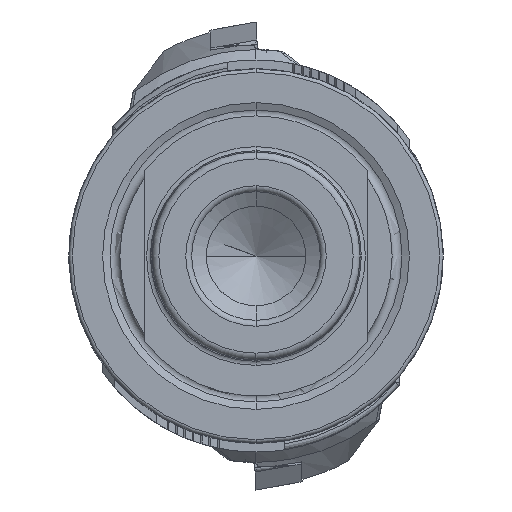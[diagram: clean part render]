
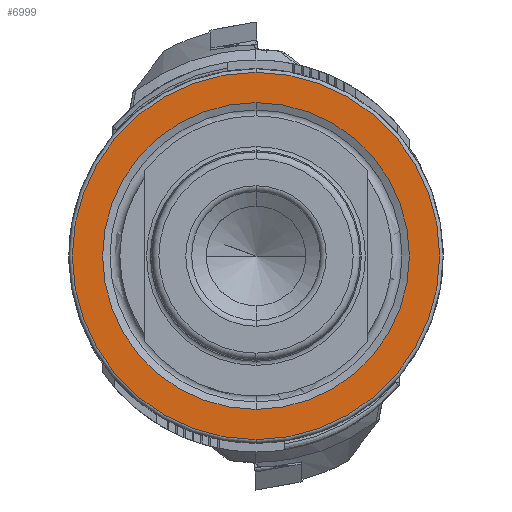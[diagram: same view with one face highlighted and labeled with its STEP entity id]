
A CAD part, left-side view. The second image highlights one B-rep face of the part: STEP entity #6999.
In plain terms, the highlighted planar face has unit normal (-1, 0, 0).
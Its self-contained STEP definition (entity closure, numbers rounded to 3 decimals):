
#51 = CARTESIAN_POINT ( 'NONE',  ( 18., 13.109, 0. ) ) ;
#211 = DIRECTION ( 'NONE',  ( 0., 0., 1. ) ) ;
#331 = FACE_BOUND ( 'NONE', #16082, .T. ) ;
#1442 = CARTESIAN_POINT ( 'NONE',  ( 18., 0., 0. ) ) ;
#2471 = VERTEX_POINT ( 'NONE', #4259 ) ;
#2819 = ORIENTED_EDGE ( 'NONE', *, *, #18765, .F. ) ;
#3150 = DIRECTION ( 'NONE',  ( 0., 0., 1. ) ) ;
#3531 = PLANE ( 'NONE',  #21332 ) ;
#3659 = VERTEX_POINT ( 'NONE', #5639 ) ;
#4067 = EDGE_CURVE ( 'NONE', #2471, #3659, #9348, .T. ) ;
#4224 = EDGE_LOOP ( 'NONE', ( #17944, #18496 ) ) ;
#4259 = CARTESIAN_POINT ( 'NONE',  ( 18., 0., 13.109 ) ) ;
#4307 = CARTESIAN_POINT ( 'NONE',  ( 18., 0., 0. ) ) ;
#4683 = CIRCLE ( 'NONE', #21933, 15.7 ) ;
#5081 = DIRECTION ( 'NONE',  ( -1., 0., 0. ) ) ;
#5228 = AXIS2_PLACEMENT_3D ( 'NONE', #4307, #16642, #6073 ) ;
#5307 = DIRECTION ( 'NONE',  ( 1., 0., 0. ) ) ;
#5639 = CARTESIAN_POINT ( 'NONE',  ( 18., 0., -13.109 ) ) ;
#5999 = EDGE_CURVE ( 'NONE', #11771, #21447, #4683, .T. ) ;
#6073 = DIRECTION ( 'NONE',  ( 0., 0., 1. ) ) ;
#6999 = ADVANCED_FACE ( 'NONE', ( #331, #10162 ), #3531, .F. ) ;
#9348 = CIRCLE ( 'NONE', #10003, 13.109 ) ;
#10003 = AXIS2_PLACEMENT_3D ( 'NONE', #21239, #10678, #211 ) ;
#10162 = FACE_OUTER_BOUND ( 'NONE', #4224, .T. ) ;
#10678 = DIRECTION ( 'NONE',  ( -1., 0., 0. ) ) ;
#10894 = CIRCLE ( 'NONE', #5228, 13.109 ) ;
#11771 = VERTEX_POINT ( 'NONE', #16557 ) ;
#13674 = DIRECTION ( 'NONE',  ( -1., 0., 0. ) ) ;
#14389 = AXIS2_PLACEMENT_3D ( 'NONE', #15628, #5081, #17409 ) ;
#15628 = CARTESIAN_POINT ( 'NONE',  ( 18., 0., 0. ) ) ;
#16082 = EDGE_LOOP ( 'NONE', ( #20984, #2819 ) ) ;
#16557 = CARTESIAN_POINT ( 'NONE',  ( 18., 0., 15.7 ) ) ;
#16642 = DIRECTION ( 'NONE',  ( -1., 0., 0. ) ) ;
#17409 = DIRECTION ( 'NONE',  ( 0., 0., 1. ) ) ;
#17610 = DIRECTION ( 'NONE',  ( 0., 0., -1. ) ) ;
#17944 = ORIENTED_EDGE ( 'NONE', *, *, #5999, .T. ) ;
#18221 = EDGE_CURVE ( 'NONE', #21447, #11771, #22197, .T. ) ;
#18496 = ORIENTED_EDGE ( 'NONE', *, *, #18221, .T. ) ;
#18765 = EDGE_CURVE ( 'NONE', #3659, #2471, #10894, .T. ) ;
#20576 = CARTESIAN_POINT ( 'NONE',  ( 18., 0., -15.7 ) ) ;
#20984 = ORIENTED_EDGE ( 'NONE', *, *, #4067, .F. ) ;
#21239 = CARTESIAN_POINT ( 'NONE',  ( 18., 0., 0. ) ) ;
#21332 = AXIS2_PLACEMENT_3D ( 'NONE', #51, #5307, #17610 ) ;
#21447 = VERTEX_POINT ( 'NONE', #20576 ) ;
#21933 = AXIS2_PLACEMENT_3D ( 'NONE', #1442, #13674, #3150 ) ;
#22197 = CIRCLE ( 'NONE', #14389, 15.7 ) ;
